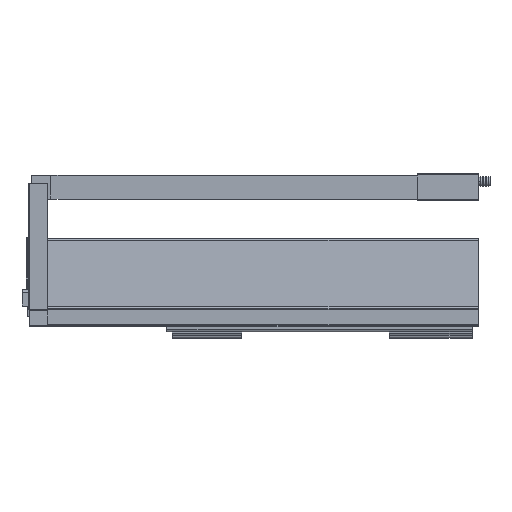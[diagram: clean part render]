
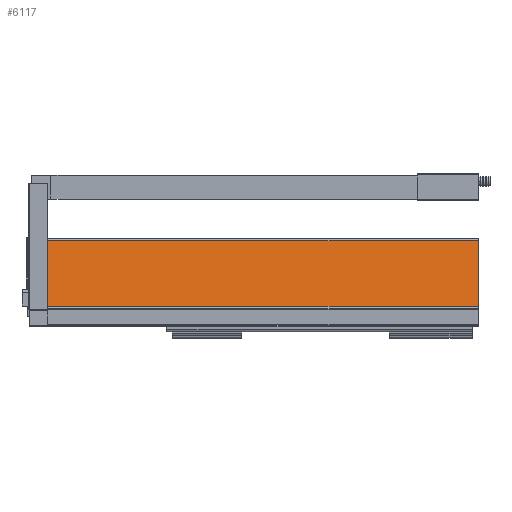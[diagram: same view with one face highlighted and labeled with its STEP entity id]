
A CAD part, top view. The second image highlights one B-rep face of the part: STEP entity #6117.
In plain terms, the highlighted planar face has unit normal (0, 0.139, 0.99).
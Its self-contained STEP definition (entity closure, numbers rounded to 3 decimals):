
#603 = VECTOR ( 'NONE', #2551, 1000. ) ;
#864 = VERTEX_POINT ( 'NONE', #12182 ) ;
#1165 = CARTESIAN_POINT ( 'NONE',  ( 0., 75.024, 25.028 ) ) ;
#1293 = ORIENTED_EDGE ( 'NONE', *, *, #1538, .F. ) ;
#1407 = DIRECTION ( 'NONE',  ( 1., 0., 0. ) ) ;
#1518 = LINE ( 'NONE', #10502, #603 ) ;
#1538 = EDGE_CURVE ( 'NONE', #864, #5156, #1518, .T. ) ;
#2028 = DIRECTION ( 'NONE',  ( 0., -0.99, 0.139 ) ) ;
#2071 = CARTESIAN_POINT ( 'NONE',  ( 0., 10.222, 34.135 ) ) ;
#2248 = EDGE_CURVE ( 'NONE', #864, #12598, #11729, .T. ) ;
#2551 = DIRECTION ( 'NONE',  ( 0., 0.99, -0.139 ) ) ;
#3210 = ORIENTED_EDGE ( 'NONE', *, *, #3279, .F. ) ;
#3279 = EDGE_CURVE ( 'NONE', #3813, #12598, #5770, .T. ) ;
#3813 = VERTEX_POINT ( 'NONE', #1165 ) ;
#4587 = VECTOR ( 'NONE', #11442, 1000. ) ;
#5123 = DIRECTION ( 'NONE',  ( 0., 0.139, 0.99 ) ) ;
#5156 = VERTEX_POINT ( 'NONE', #10541 ) ;
#5549 = EDGE_LOOP ( 'NONE', ( #1293, #10464, #3210, #6022 ) ) ;
#5770 = LINE ( 'NONE', #11668, #11163 ) ;
#5897 = AXIS2_PLACEMENT_3D ( 'NONE', #6228, #5123, #11198 ) ;
#6022 = ORIENTED_EDGE ( 'NONE', *, *, #7789, .F. ) ;
#6117 = ADVANCED_FACE ( 'NONE', ( #10814 ), #9977, .T. ) ;
#6228 = CARTESIAN_POINT ( 'NONE',  ( -443., 75.024, 25.028 ) ) ;
#7381 = CARTESIAN_POINT ( 'NONE',  ( -443., 75.024, 25.028 ) ) ;
#7789 = EDGE_CURVE ( 'NONE', #5156, #3813, #11252, .T. ) ;
#8941 = CARTESIAN_POINT ( 'NONE',  ( 0., 10.222, 34.135 ) ) ;
#9977 = PLANE ( 'NONE',  #5897 ) ;
#10464 = ORIENTED_EDGE ( 'NONE', *, *, #2248, .T. ) ;
#10502 = CARTESIAN_POINT ( 'NONE',  ( -423.5, 75.024, 25.028 ) ) ;
#10541 = CARTESIAN_POINT ( 'NONE',  ( -423.5, 75.024, 25.028 ) ) ;
#10663 = VECTOR ( 'NONE', #1407, 1000. ) ;
#10814 = FACE_OUTER_BOUND ( 'NONE', #5549, .T. ) ;
#11163 = VECTOR ( 'NONE', #2028, 1000. ) ;
#11198 = DIRECTION ( 'NONE',  ( 0., -0.99, 0.139 ) ) ;
#11252 = LINE ( 'NONE', #7381, #4587 ) ;
#11442 = DIRECTION ( 'NONE',  ( 1., 0., 0. ) ) ;
#11668 = CARTESIAN_POINT ( 'NONE',  ( 0., 75.024, 25.028 ) ) ;
#11729 = LINE ( 'NONE', #2071, #10663 ) ;
#12182 = CARTESIAN_POINT ( 'NONE',  ( -423.5, 10.222, 34.135 ) ) ;
#12598 = VERTEX_POINT ( 'NONE', #8941 ) ;
